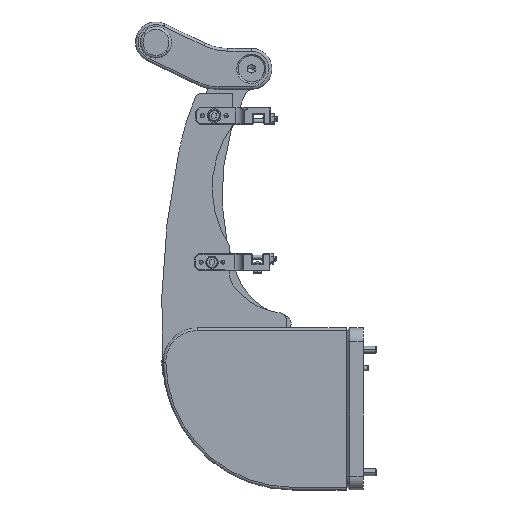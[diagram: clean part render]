
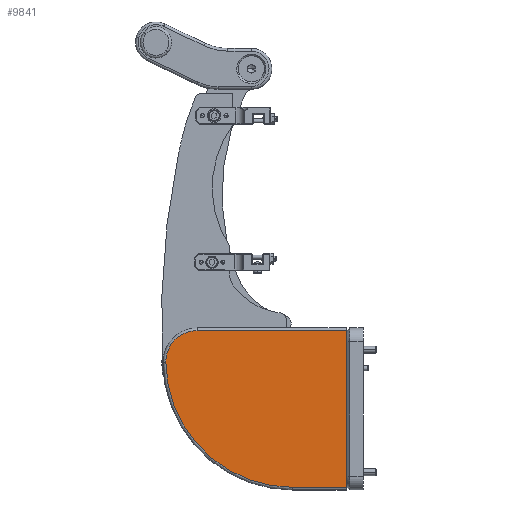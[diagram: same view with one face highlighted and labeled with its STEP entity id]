
A CAD part, left-side view. The second image highlights one B-rep face of the part: STEP entity #9841.
In plain terms, the highlighted face is planar.
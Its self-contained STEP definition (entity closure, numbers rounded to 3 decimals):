
#665 = ORIENTED_EDGE ( 'NONE', *, *, #11207, .T. ) ;
#1211 = CARTESIAN_POINT ( 'NONE',  ( -40., 23.993, -12. ) ) ;
#1332 = CARTESIAN_POINT ( 'NONE',  ( 0., 117., -12. ) ) ;
#3038 = ORIENTED_EDGE ( 'NONE', *, *, #20151, .F. ) ;
#3715 = EDGE_CURVE ( 'NONE', #11491, #20698, #23733, .T. ) ;
#4385 = CARTESIAN_POINT ( 'NONE',  ( -132.998, 25.331, -12. ) ) ;
#5003 = DIRECTION ( 'NONE',  ( 1., 0., 0. ) ) ;
#5697 = VERTEX_POINT ( 'NONE', #14617 ) ;
#6244 = DIRECTION ( 'NONE',  ( 0., 1., 0. ) ) ;
#6680 = DIRECTION ( 'NONE',  ( 0., 0., -1. ) ) ;
#8243 = EDGE_LOOP ( 'NONE', ( #3038, #27067, #19264, #16408, #665 ) ) ;
#9141 = VECTOR ( 'NONE', #16112, 1000. ) ;
#9353 = VERTEX_POINT ( 'NONE', #1332 ) ;
#9583 = DIRECTION ( 'NONE',  ( 0., 0., -1. ) ) ;
#9720 = DIRECTION ( 'NONE',  ( 1., 0., 0. ) ) ;
#9841 = ADVANCED_FACE ( 'NONE', ( #20006 ), #18341, .F. ) ;
#10786 = DIRECTION ( 'NONE',  ( 1., 0., 0. ) ) ;
#11067 = CARTESIAN_POINT ( 'NONE',  ( -110., 25., -12. ) ) ;
#11207 = EDGE_CURVE ( 'NONE', #19115, #9353, #19317, .T. ) ;
#11491 = VERTEX_POINT ( 'NONE', #23815 ) ;
#12241 = LINE ( 'NONE', #18294, #9141 ) ;
#13204 = CARTESIAN_POINT ( 'NONE',  ( -40., 117., -12. ) ) ;
#14061 = AXIS2_PLACEMENT_3D ( 'NONE', #1211, #9583, #9720 ) ;
#14617 = CARTESIAN_POINT ( 'NONE',  ( 0., 2., -12. ) ) ;
#15015 = EDGE_CURVE ( 'NONE', #5697, #11491, #12241, .T. ) ;
#15098 = AXIS2_PLACEMENT_3D ( 'NONE', #22336, #22467, #15899 ) ;
#15899 = DIRECTION ( 'NONE',  ( 1., 0., 0. ) ) ;
#16112 = DIRECTION ( 'NONE',  ( -1., 0., 0. ) ) ;
#16408 = ORIENTED_EDGE ( 'NONE', *, *, #17928, .T. ) ;
#17928 = EDGE_CURVE ( 'NONE', #20698, #19115, #18434, .T. ) ;
#18294 = CARTESIAN_POINT ( 'NONE',  ( -110., 2., -12. ) ) ;
#18341 = PLANE ( 'NONE',  #15098 ) ;
#18434 = CIRCLE ( 'NONE', #14061, 93.007 ) ;
#18618 = LINE ( 'NONE', #22586, #22047 ) ;
#19115 = VERTEX_POINT ( 'NONE', #13204 ) ;
#19264 = ORIENTED_EDGE ( 'NONE', *, *, #3715, .T. ) ;
#19317 = LINE ( 'NONE', #21908, #26129 ) ;
#20006 = FACE_OUTER_BOUND ( 'NONE', #8243, .T. ) ;
#20151 = EDGE_CURVE ( 'NONE', #5697, #9353, #18618, .T. ) ;
#20698 = VERTEX_POINT ( 'NONE', #4385 ) ;
#21908 = CARTESIAN_POINT ( 'NONE',  ( -0.6, 117., -12. ) ) ;
#22047 = VECTOR ( 'NONE', #6244, 1000. ) ;
#22336 = CARTESIAN_POINT ( 'NONE',  ( -40., 23.993, -12. ) ) ;
#22467 = DIRECTION ( 'NONE',  ( 0., 0., 1. ) ) ;
#22586 = CARTESIAN_POINT ( 'NONE',  ( 0., 0., -12. ) ) ;
#23733 = CIRCLE ( 'NONE', #25910, 23. ) ;
#23815 = CARTESIAN_POINT ( 'NONE',  ( -110., 2., -12. ) ) ;
#25910 = AXIS2_PLACEMENT_3D ( 'NONE', #11067, #6680, #10786 ) ;
#26129 = VECTOR ( 'NONE', #5003, 1000. ) ;
#27067 = ORIENTED_EDGE ( 'NONE', *, *, #15015, .T. ) ;
